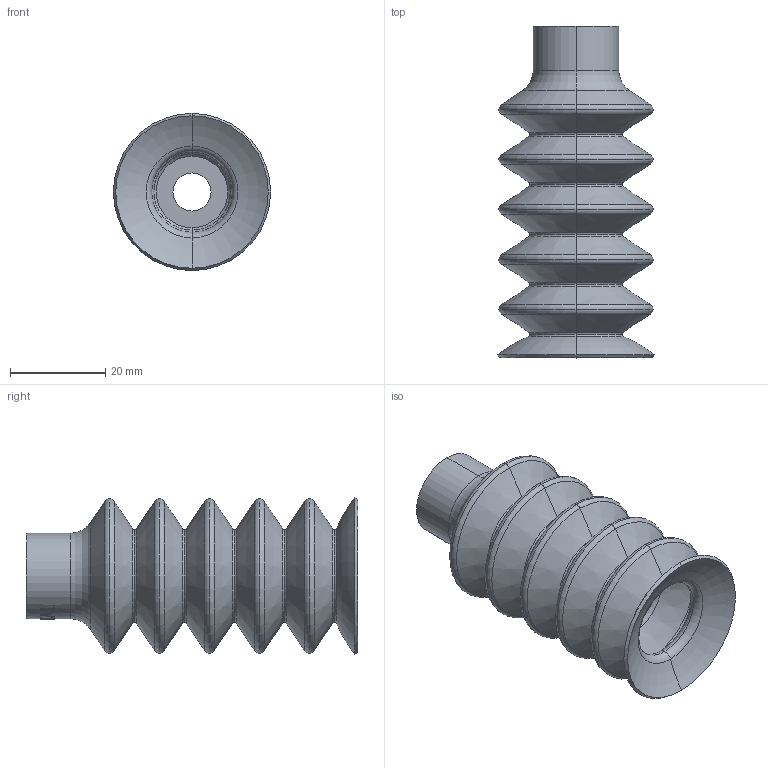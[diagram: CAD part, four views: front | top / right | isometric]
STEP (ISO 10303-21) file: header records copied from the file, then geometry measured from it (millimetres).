
FILE_DESCRIPTION(('STEP AP214'),'1');
FILE_NAME('COVAL_VSD32NBR.stp','2017-12-27T18:38:01',('TraceParts'),('TraceParts S.A.'),'Spatial InterOp 3D',' ',' ');
FILE_SCHEMA(('automotive_design'));
Length unit declared in the file: millimetre
Products named in the file (1): COVAL_VSD32NBR
Bounding box: 32.98 x 69.64 x 32.98 mm (x, y, z)
Volume: 12678.5 mm3; surface area: 15875.9 mm2
Topology: 1 solids, 1 shells, 188 faces, 409 edges, 230 vertices
Faces by surface type: torus 86, cone 42, bspline 29, plane 17, cylinder 14
Entity records: 11297 total; most frequent: CARTESIAN_POINT 5783, DIRECTION 882, ORIENTED_EDGE 818, AXIS2_PLACEMENT_3D 410, EDGE_CURVE 409, CIRCLE 250, VERTEX_POINT 230, EDGE_LOOP 197
